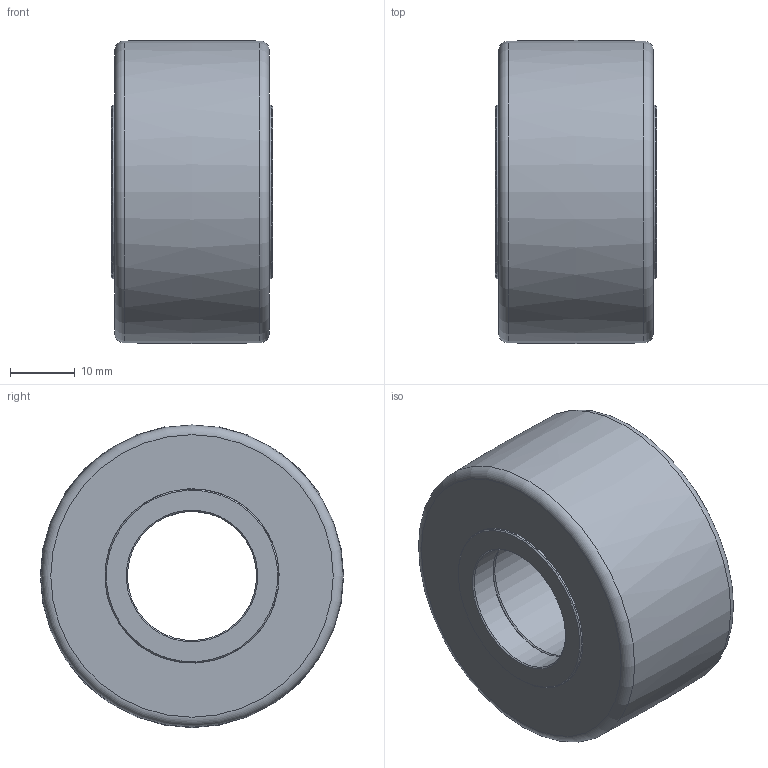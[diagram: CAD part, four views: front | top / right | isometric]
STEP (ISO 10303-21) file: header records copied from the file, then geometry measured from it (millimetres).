
FILE_DESCRIPTION(/* description */ ('-'),/* implementation_level */ '2;1');
FILE_NAME(/* name */ 'ALFATEC_SR020-047.stp',/* time_stamp */ '2022-07-07T12:12:43+02:00',/* author */ ('seider'),/* organization */ (''),/* preprocessor_version */ 'ST-DEVELOPER v18.1',/* originating_system */ 'Autodesk Inventor 2020',/* authorisation */ '');
FILE_SCHEMA (('AUTOMOTIVE_DESIGN { 1 0 10303 214 3 1 1 }'));
Length unit declared in the file: millimetre
Products named in the file (1): SR 020.047_Kontur
Bounding box: 25 x 47 x 46.99 mm (x, y, z)
Volume: 26457.4 mm3; surface area: 13645.4 mm2
Topology: 1 solids, 1 shells, 51 faces, 120 edges, 84 vertices
Faces by surface type: cylinder 18, plane 16, cone 14, torus 2, bspline 1
Full cylindrical faces by diameter (mm): 2.5 x1, 20 x3, 25.45 x1, 27 x4, 29.3 x2, 30.562 x2, 31.75 x3, 35.45 x2
Entity records: 1733 total; most frequent: CARTESIAN_POINT 350, DIRECTION 301, ORIENTED_EDGE 240, AXIS2_PLACEMENT_3D 134, EDGE_CURVE 120, VERTEX_POINT 84, CIRCLE 83, EDGE_LOOP 68
